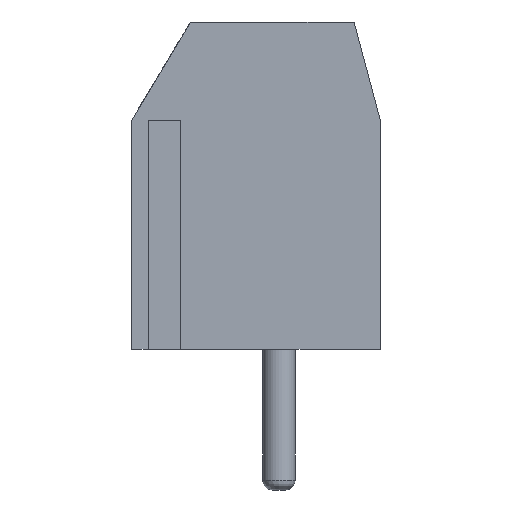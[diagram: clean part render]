
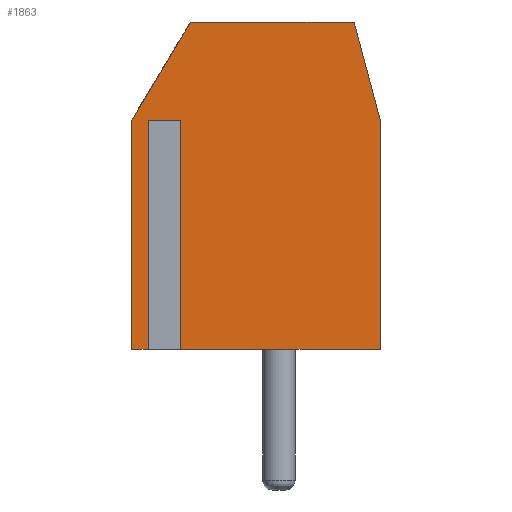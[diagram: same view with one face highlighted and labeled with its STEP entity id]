
A CAD part, left-side view. The second image highlights one B-rep face of the part: STEP entity #1863.
In plain terms, the highlighted planar face has unit normal (-1, 0, 0).
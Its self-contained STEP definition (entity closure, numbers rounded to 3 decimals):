
#1863 = ADVANCED_FACE('',(#1864),#1946,.F.);
#1864 = FACE_BOUND('',#1865,.F.);
#1865 = EDGE_LOOP('',(#1866,#1876,#1884,#1892,#1900,#1908,#1916,#1924,
    #1932,#1940));
#1866 = ORIENTED_EDGE('',*,*,#1867,.F.);
#1867 = EDGE_CURVE('',#1868,#1870,#1872,.T.);
#1868 = VERTEX_POINT('',#1869);
#1869 = CARTESIAN_POINT('',(-2.5,-3.1,7.));
#1870 = VERTEX_POINT('',#1871);
#1871 = CARTESIAN_POINT('',(-2.5,-2.3,10.));
#1872 = LINE('',#1873,#1874);
#1873 = CARTESIAN_POINT('',(-2.5,-3.771,4.482));
#1874 = VECTOR('',#1875,1.);
#1875 = DIRECTION('',(0.,0.258,0.966));
#1876 = ORIENTED_EDGE('',*,*,#1877,.F.);
#1877 = EDGE_CURVE('',#1878,#1868,#1880,.T.);
#1878 = VERTEX_POINT('',#1879);
#1879 = CARTESIAN_POINT('',(-2.5,-3.1,0.));
#1880 = LINE('',#1881,#1882);
#1881 = CARTESIAN_POINT('',(-2.5,-3.1,0.));
#1882 = VECTOR('',#1883,1.);
#1883 = DIRECTION('',(0.,0.,1.));
#1884 = ORIENTED_EDGE('',*,*,#1885,.T.);
#1885 = EDGE_CURVE('',#1878,#1886,#1888,.T.);
#1886 = VERTEX_POINT('',#1887);
#1887 = CARTESIAN_POINT('',(-2.5,3.1,0.));
#1888 = LINE('',#1889,#1890);
#1889 = CARTESIAN_POINT('',(-2.5,-3.1,0.));
#1890 = VECTOR('',#1891,1.);
#1891 = DIRECTION('',(0.,1.,0.));
#1892 = ORIENTED_EDGE('',*,*,#1893,.T.);
#1893 = EDGE_CURVE('',#1886,#1894,#1896,.T.);
#1894 = VERTEX_POINT('',#1895);
#1895 = CARTESIAN_POINT('',(-2.5,3.1,7.));
#1896 = LINE('',#1897,#1898);
#1897 = CARTESIAN_POINT('',(-2.5,3.1,0.));
#1898 = VECTOR('',#1899,1.);
#1899 = DIRECTION('',(0.,0.,1.));
#1900 = ORIENTED_EDGE('',*,*,#1901,.T.);
#1901 = EDGE_CURVE('',#1894,#1902,#1904,.T.);
#1902 = VERTEX_POINT('',#1903);
#1903 = CARTESIAN_POINT('',(-2.5,3.9,7.));
#1904 = LINE('',#1905,#1906);
#1905 = CARTESIAN_POINT('',(-2.5,3.,7.));
#1906 = VECTOR('',#1907,1.);
#1907 = DIRECTION('',(0.,1.,0.));
#1908 = ORIENTED_EDGE('',*,*,#1909,.F.);
#1909 = EDGE_CURVE('',#1910,#1902,#1912,.T.);
#1910 = VERTEX_POINT('',#1911);
#1911 = CARTESIAN_POINT('',(-2.5,3.9,0.));
#1912 = LINE('',#1913,#1914);
#1913 = CARTESIAN_POINT('',(-2.5,3.9,0.));
#1914 = VECTOR('',#1915,1.);
#1915 = DIRECTION('',(0.,0.,1.));
#1916 = ORIENTED_EDGE('',*,*,#1917,.T.);
#1917 = EDGE_CURVE('',#1910,#1918,#1920,.T.);
#1918 = VERTEX_POINT('',#1919);
#1919 = CARTESIAN_POINT('',(-2.5,4.5,0.));
#1920 = LINE('',#1921,#1922);
#1921 = CARTESIAN_POINT('',(-2.5,-3.1,0.));
#1922 = VECTOR('',#1923,1.);
#1923 = DIRECTION('',(0.,1.,0.));
#1924 = ORIENTED_EDGE('',*,*,#1925,.T.);
#1925 = EDGE_CURVE('',#1918,#1926,#1928,.T.);
#1926 = VERTEX_POINT('',#1927);
#1927 = CARTESIAN_POINT('',(-2.5,4.5,7.));
#1928 = LINE('',#1929,#1930);
#1929 = CARTESIAN_POINT('',(-2.5,4.5,0.));
#1930 = VECTOR('',#1931,1.);
#1931 = DIRECTION('',(0.,0.,1.));
#1932 = ORIENTED_EDGE('',*,*,#1933,.T.);
#1933 = EDGE_CURVE('',#1926,#1934,#1936,.T.);
#1934 = VERTEX_POINT('',#1935);
#1935 = CARTESIAN_POINT('',(-2.5,2.7,10.));
#1936 = LINE('',#1937,#1938);
#1937 = CARTESIAN_POINT('',(-2.5,4.588,6.853));
#1938 = VECTOR('',#1939,1.);
#1939 = DIRECTION('',(0.,-0.514,0.857));
#1940 = ORIENTED_EDGE('',*,*,#1941,.F.);
#1941 = EDGE_CURVE('',#1870,#1934,#1942,.T.);
#1942 = LINE('',#1943,#1944);
#1943 = CARTESIAN_POINT('',(-2.5,-3.1,10.));
#1944 = VECTOR('',#1945,1.);
#1945 = DIRECTION('',(0.,1.,0.));
#1946 = PLANE('',#1947);
#1947 = AXIS2_PLACEMENT_3D('',#1948,#1949,#1950);
#1948 = CARTESIAN_POINT('',(-2.5,-3.1,0.));
#1949 = DIRECTION('',(1.,0.,0.));
#1950 = DIRECTION('',(0.,0.,1.));
